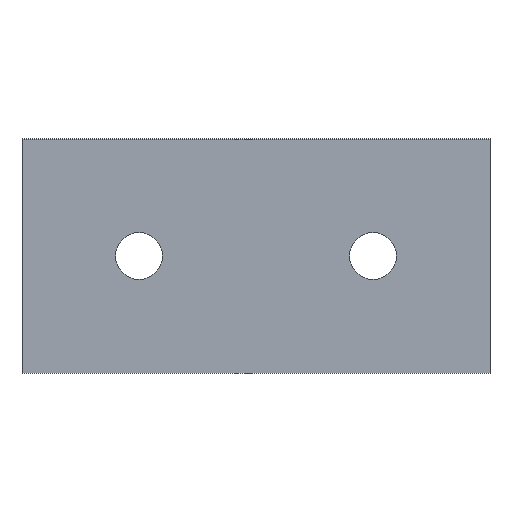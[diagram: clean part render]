
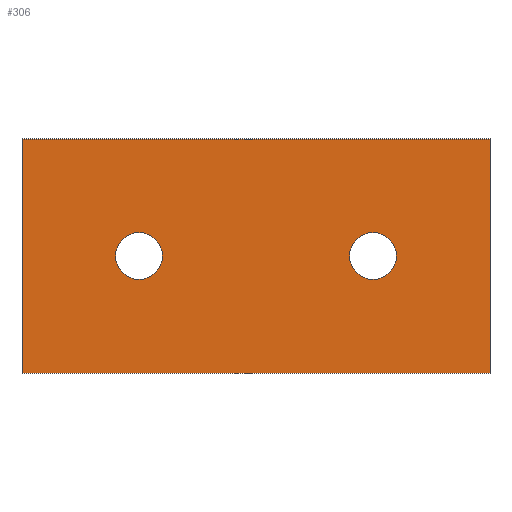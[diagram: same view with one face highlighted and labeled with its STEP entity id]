
A CAD part, front view. The second image highlights one B-rep face of the part: STEP entity #306.
In plain terms, the highlighted planar face has unit normal (0, -1, 0).
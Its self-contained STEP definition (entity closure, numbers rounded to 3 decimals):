
#2 = DIRECTION ( 'NONE',  ( 0., -1., 0. ) ) ;
#5 = CARTESIAN_POINT ( 'NONE',  ( -40., 0., -20. ) ) ;
#33 = AXIS2_PLACEMENT_3D ( 'NONE', #134, #69, #278 ) ;
#35 = CARTESIAN_POINT ( 'NONE',  ( 20., 0., 0. ) ) ;
#45 = LINE ( 'NONE', #101, #392 ) ;
#54 = EDGE_LOOP ( 'NONE', ( #193, #223, #122, #113 ) ) ;
#58 = FACE_BOUND ( 'NONE', #90, .T. ) ;
#69 = DIRECTION ( 'NONE',  ( 0., 1., 0. ) ) ;
#77 = DIRECTION ( 'NONE',  ( 0., 1., 0. ) ) ;
#87 = CARTESIAN_POINT ( 'NONE',  ( 40., 0., -20. ) ) ;
#90 = EDGE_LOOP ( 'NONE', ( #232, #324 ) ) ;
#95 = DIRECTION ( 'NONE',  ( 0., -1., 0. ) ) ;
#101 = CARTESIAN_POINT ( 'NONE',  ( -40., 0., 20. ) ) ;
#103 = CARTESIAN_POINT ( 'NONE',  ( 40., 0., 20. ) ) ;
#113 = ORIENTED_EDGE ( 'NONE', *, *, #418, .F. ) ;
#114 = CARTESIAN_POINT ( 'NONE',  ( 16., 0., 0. ) ) ;
#122 = ORIENTED_EDGE ( 'NONE', *, *, #428, .F. ) ;
#128 = DIRECTION ( 'NONE',  ( 0., 0., 1. ) ) ;
#131 = AXIS2_PLACEMENT_3D ( 'NONE', #35, #2, #399 ) ;
#134 = CARTESIAN_POINT ( 'NONE',  ( -40., 0., 20. ) ) ;
#145 = VERTEX_POINT ( 'NONE', #346 ) ;
#147 = EDGE_CURVE ( 'NONE', #219, #386, #206, .T. ) ;
#154 = EDGE_CURVE ( 'NONE', #293, #145, #314, .T. ) ;
#159 = VECTOR ( 'NONE', #241, 1000. ) ;
#171 = DIRECTION ( 'NONE',  ( -1., 0., 0. ) ) ;
#173 = LINE ( 'NONE', #301, #335 ) ;
#174 = CARTESIAN_POINT ( 'NONE',  ( -20., 0., 0. ) ) ;
#175 = DIRECTION ( 'NONE',  ( 0., 1., 0. ) ) ;
#176 = CIRCLE ( 'NONE', #276, 4. ) ;
#177 = EDGE_CURVE ( 'NONE', #386, #393, #173, .T. ) ;
#178 = EDGE_LOOP ( 'NONE', ( #216, #416 ) ) ;
#183 = CIRCLE ( 'NONE', #290, 4. ) ;
#187 = VERTEX_POINT ( 'NONE', #266 ) ;
#188 = FACE_OUTER_BOUND ( 'NONE', #54, .T. ) ;
#190 = VECTOR ( 'NONE', #171, 1000. ) ;
#193 = ORIENTED_EDGE ( 'NONE', *, *, #177, .F. ) ;
#194 = FACE_BOUND ( 'NONE', #178, .T. ) ;
#205 = AXIS2_PLACEMENT_3D ( 'NONE', #371, #95, #310 ) ;
#206 = LINE ( 'NONE', #434, #190 ) ;
#207 = DIRECTION ( 'NONE',  ( 1., 0., 0. ) ) ;
#210 = CIRCLE ( 'NONE', #205, 4. ) ;
#216 = ORIENTED_EDGE ( 'NONE', *, *, #154, .F. ) ;
#219 = VERTEX_POINT ( 'NONE', #87 ) ;
#223 = ORIENTED_EDGE ( 'NONE', *, *, #147, .F. ) ;
#232 = ORIENTED_EDGE ( 'NONE', *, *, #357, .T. ) ;
#241 = DIRECTION ( 'NONE',  ( 0., 0., -1. ) ) ;
#257 = PLANE ( 'NONE',  #33 ) ;
#259 = VERTEX_POINT ( 'NONE', #417 ) ;
#266 = CARTESIAN_POINT ( 'NONE',  ( -16., 0., 0. ) ) ;
#272 = LINE ( 'NONE', #103, #159 ) ;
#274 = CARTESIAN_POINT ( 'NONE',  ( -40., 0., 20. ) ) ;
#276 = AXIS2_PLACEMENT_3D ( 'NONE', #174, #175, #376 ) ;
#278 = DIRECTION ( 'NONE',  ( 1., 0., 0. ) ) ;
#290 = AXIS2_PLACEMENT_3D ( 'NONE', #348, #77, #364 ) ;
#293 = VERTEX_POINT ( 'NONE', #114 ) ;
#301 = CARTESIAN_POINT ( 'NONE',  ( -40., 0., -20. ) ) ;
#306 = ADVANCED_FACE ( 'PLANAR_1', ( #58, #188, #194 ), #257, .F. ) ;
#310 = DIRECTION ( 'NONE',  ( -1., 0., 0. ) ) ;
#314 = CIRCLE ( 'NONE', #131, 4. ) ;
#324 = ORIENTED_EDGE ( 'NONE', *, *, #388, .T. ) ;
#335 = VECTOR ( 'NONE', #128, 1000. ) ;
#346 = CARTESIAN_POINT ( 'NONE',  ( 24., 0., 0. ) ) ;
#348 = CARTESIAN_POINT ( 'NONE',  ( -20., 0., 0. ) ) ;
#350 = VERTEX_POINT ( 'NONE', #373 ) ;
#357 = EDGE_CURVE ( 'NONE', #187, #350, #176, .T. ) ;
#364 = DIRECTION ( 'NONE',  ( 1., 0., 0. ) ) ;
#366 = EDGE_CURVE ( 'NONE', #145, #293, #210, .T. ) ;
#371 = CARTESIAN_POINT ( 'NONE',  ( 20., 0., 0. ) ) ;
#373 = CARTESIAN_POINT ( 'NONE',  ( -24., 0., 0. ) ) ;
#376 = DIRECTION ( 'NONE',  ( 1., 0., 0. ) ) ;
#386 = VERTEX_POINT ( 'NONE', #5 ) ;
#388 = EDGE_CURVE ( 'NONE', #350, #187, #183, .T. ) ;
#392 = VECTOR ( 'NONE', #207, 1000. ) ;
#393 = VERTEX_POINT ( 'NONE', #274 ) ;
#399 = DIRECTION ( 'NONE',  ( -1., 0., 0. ) ) ;
#416 = ORIENTED_EDGE ( 'NONE', *, *, #366, .F. ) ;
#417 = CARTESIAN_POINT ( 'NONE',  ( 40., 0., 20. ) ) ;
#418 = EDGE_CURVE ( 'NONE', #393, #259, #45, .T. ) ;
#428 = EDGE_CURVE ( 'NONE', #259, #219, #272, .T. ) ;
#434 = CARTESIAN_POINT ( 'NONE',  ( 40., 0., -20. ) ) ;
